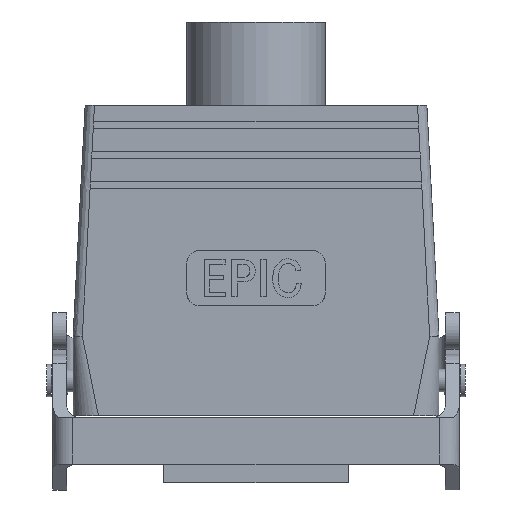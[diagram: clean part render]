
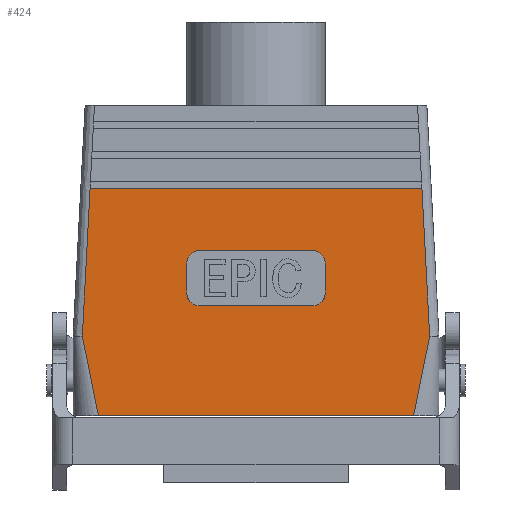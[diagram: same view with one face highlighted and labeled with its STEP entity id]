
A CAD part, left-side view. The second image highlights one B-rep face of the part: STEP entity #424.
In plain terms, the highlighted planar face has unit normal (-1, 0, -0.022).
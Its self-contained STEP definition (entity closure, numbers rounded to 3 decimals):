
#424 = ADVANCED_FACE( '', ( #936, #937 ), #938, .F. );
#936 = FACE_BOUND( '', #1693, .T. );
#937 = FACE_OUTER_BOUND( '', #1694, .T. );
#938 = PLANE( '', #1695 );
#1693 = EDGE_LOOP( '', ( #2996, #2997, #2998, #2999, #3000, #3001, #3002, #3003 ) );
#1694 = EDGE_LOOP( '', ( #3004, #3005, #3006, #3007, #3008, #3009 ) );
#1695 = AXIS2_PLACEMENT_3D( '', #3010, #3011, #3012 );
#2996 = ORIENTED_EDGE( '', *, *, #4231, .T. );
#2997 = ORIENTED_EDGE( '', *, *, #4288, .F. );
#2998 = ORIENTED_EDGE( '', *, *, #3956, .F. );
#2999 = ORIENTED_EDGE( '', *, *, #4136, .F. );
#3000 = ORIENTED_EDGE( '', *, *, #4289, .F. );
#3001 = ORIENTED_EDGE( '', *, *, #4290, .F. );
#3002 = ORIENTED_EDGE( '', *, *, #3894, .T. );
#3003 = ORIENTED_EDGE( '', *, *, #4208, .T. );
#3004 = ORIENTED_EDGE( '', *, *, #4157, .T. );
#3005 = ORIENTED_EDGE( '', *, *, #4123, .F. );
#3006 = ORIENTED_EDGE( '', *, *, #4196, .F. );
#3007 = ORIENTED_EDGE( '', *, *, #4291, .F. );
#3008 = ORIENTED_EDGE( '', *, *, #4292, .T. );
#3009 = ORIENTED_EDGE( '', *, *, #4293, .T. );
#3010 = CARTESIAN_POINT( '', ( -14.75, 39.5, 0. ) );
#3011 = DIRECTION( '', ( 1., 0., 0.022 ) );
#3012 = DIRECTION( '', ( 0.022, 0., -1. ) );
#3894 = EDGE_CURVE( '', #4570, #4571, #4572, .F. );
#3956 = EDGE_CURVE( '', #4684, #4685, #4686, .F. );
#4123 = EDGE_CURVE( '', #4955, #4948, #4957, .F. );
#4136 = EDGE_CURVE( '', #4975, #4684, #4976, .T. );
#4157 = EDGE_CURVE( '', #5005, #4948, #5006, .T. );
#4196 = EDGE_CURVE( '', #5065, #4955, #5067, .T. );
#4208 = EDGE_CURVE( '', #4571, #5081, #5082, .T. );
#4231 = EDGE_CURVE( '', #5081, #5112, #5113, .F. );
#4288 = EDGE_CURVE( '', #4685, #5112, #5189, .T. );
#4289 = EDGE_CURVE( '', #5190, #4975, #5191, .F. );
#4290 = EDGE_CURVE( '', #4570, #5190, #5192, .T. );
#4291 = EDGE_CURVE( '', #4650, #5065, #5193, .T. );
#4292 = EDGE_CURVE( '', #4650, #5194, #5195, .T. );
#4293 = EDGE_CURVE( '', #5194, #5005, #5196, .F. );
#4570 = VERTEX_POINT( '', #5585 );
#4571 = VERTEX_POINT( '', #5586 );
#4572 = ELLIPSE( '', #5587, 3.001, 3. );
#4650 = VERTEX_POINT( '', #5728 );
#4684 = VERTEX_POINT( '', #5818 );
#4685 = VERTEX_POINT( '', #5819 );
#4686 = ELLIPSE( '', #5820, 3.001, 3. );
#4948 = VERTEX_POINT( '', #6253 );
#4955 = VERTEX_POINT( '', #6285 );
#4957 = B_SPLINE_CURVE_WITH_KNOTS( '', 3, ( #6300, #6301, #6302, #6303 ), .UNSPECIFIED., .F., .F., ( 4, 4 ), ( 0.562, 0.84 ), .UNSPECIFIED. );
#4975 = VERTEX_POINT( '', #6326 );
#4976 = LINE( '', #6327, #6328 );
#5005 = VERTEX_POINT( '', #6363 );
#5006 = LINE( '', #6364, #6365 );
#5065 = VERTEX_POINT( '', #6497 );
#5067 = B_SPLINE_CURVE_WITH_KNOTS( '', 3, ( #6502, #6503, #6504, #6505 ), .UNSPECIFIED., .F., .F., ( 4, 4 ), ( 0.472, 0.599 ), .UNSPECIFIED. );
#5081 = VERTEX_POINT( '', #6529 );
#5082 = LINE( '', #6530, #6531 );
#5112 = VERTEX_POINT( '', #6599 );
#5113 = ELLIPSE( '', #6600, 3.001, 3. );
#5189 = LINE( '', #6729, #6730 );
#5190 = VERTEX_POINT( '', #6731 );
#5191 = ELLIPSE( '', #6732, 3.001, 3. );
#5192 = LINE( '', #6733, #6734 );
#5193 = LINE( '', #6735, #6736 );
#5194 = VERTEX_POINT( '', #6737 );
#5195 = B_SPLINE_CURVE_WITH_KNOTS( '', 3, ( #6738, #6739, #6740, #6741 ), .UNSPECIFIED., .F., .F., ( 4, 4 ), ( 0.472, 0.599 ), .UNSPECIFIED. );
#5196 = B_SPLINE_CURVE_WITH_KNOTS( '', 3, ( #6742, #6743, #6744, #6745 ), .UNSPECIFIED., .F., .F., ( 4, 4 ), ( 0.562, 0.84 ), .UNSPECIFIED. );
#5585 = CARTESIAN_POINT( '', ( -15.523, -12., 35.7 ) );
#5586 = CARTESIAN_POINT( '', ( -15.458, -15., 32.7 ) );
#5587 = AXIS2_PLACEMENT_3D( '', #7237, #7238, #7239 );
#5728 = CARTESIAN_POINT( '', ( -15.81, 35.828, 49. ) );
#5818 = CARTESIAN_POINT( '', ( -15.328, 15., 26.7 ) );
#5819 = CARTESIAN_POINT( '', ( -15.263, 12., 23.7 ) );
#5820 = AXIS2_PLACEMENT_3D( '', #7288, #7289, #7290 );
#6253 = CARTESIAN_POINT( '', ( -14.75, -34.024, 0. ) );
#6285 = CARTESIAN_POINT( '', ( -15.122, -37.496, 17.18 ) );
#6300 = CARTESIAN_POINT( '', ( -14.75, -34.024, 0. ) );
#6301 = CARTESIAN_POINT( '', ( -14.874, -35.181, 5.727 ) );
#6302 = CARTESIAN_POINT( '', ( -14.998, -36.339, 11.454 ) );
#6303 = CARTESIAN_POINT( '', ( -15.122, -37.496, 17.18 ) );
#6326 = CARTESIAN_POINT( '', ( -15.458, 15., 32.7 ) );
#6327 = CARTESIAN_POINT( '', ( -14.75, 15., 0. ) );
#6328 = VECTOR( '', #7459, 1000. );
#6363 = CARTESIAN_POINT( '', ( -14.75, 34.024, 0. ) );
#6364 = CARTESIAN_POINT( '', ( -14.75, 39.5, 0. ) );
#6365 = VECTOR( '', #7487, 1000. );
#6497 = CARTESIAN_POINT( '', ( -15.81, -35.828, 49. ) );
#6502 = CARTESIAN_POINT( '', ( -15.81, -35.828, 49. ) );
#6503 = CARTESIAN_POINT( '', ( -15.581, -36.384, 38.393 ) );
#6504 = CARTESIAN_POINT( '', ( -15.351, -36.94, 27.787 ) );
#6505 = CARTESIAN_POINT( '', ( -15.122, -37.496, 17.18 ) );
#6529 = CARTESIAN_POINT( '', ( -15.328, -15., 26.7 ) );
#6530 = CARTESIAN_POINT( '', ( -14.75, -15., 0. ) );
#6531 = VECTOR( '', #7537, 1000. );
#6599 = CARTESIAN_POINT( '', ( -15.263, -12., 23.7 ) );
#6600 = AXIS2_PLACEMENT_3D( '', #7553, #7554, #7555 );
#6729 = CARTESIAN_POINT( '', ( -15.263, 39.5, 23.7 ) );
#6730 = VECTOR( '', #7606, 1000. );
#6731 = CARTESIAN_POINT( '', ( -15.523, 12., 35.7 ) );
#6732 = AXIS2_PLACEMENT_3D( '', #7607, #7608, #7609 );
#6733 = CARTESIAN_POINT( '', ( -15.523, 39.5, 35.7 ) );
#6734 = VECTOR( '', #7610, 1000. );
#6735 = CARTESIAN_POINT( '', ( -15.81, 39.5, 49. ) );
#6736 = VECTOR( '', #7611, 1000. );
#6737 = CARTESIAN_POINT( '', ( -15.122, 37.496, 17.18 ) );
#6738 = CARTESIAN_POINT( '', ( -15.81, 35.828, 49. ) );
#6739 = CARTESIAN_POINT( '', ( -15.581, 36.384, 38.393 ) );
#6740 = CARTESIAN_POINT( '', ( -15.351, 36.94, 27.787 ) );
#6741 = CARTESIAN_POINT( '', ( -15.122, 37.496, 17.18 ) );
#6742 = CARTESIAN_POINT( '', ( -14.75, 34.024, 0. ) );
#6743 = CARTESIAN_POINT( '', ( -14.874, 35.181, 5.727 ) );
#6744 = CARTESIAN_POINT( '', ( -14.998, 36.339, 11.454 ) );
#6745 = CARTESIAN_POINT( '', ( -15.122, 37.496, 17.18 ) );
#7237 = CARTESIAN_POINT( '', ( -15.458, -12., 32.7 ) );
#7238 = DIRECTION( '', ( -1., 0., -0.022 ) );
#7239 = DIRECTION( '', ( 0.022, 0., -1. ) );
#7288 = CARTESIAN_POINT( '', ( -15.328, 12., 26.7 ) );
#7289 = DIRECTION( '', ( 1., 0., 0.022 ) );
#7290 = DIRECTION( '', ( 0.022, 0., -1. ) );
#7459 = DIRECTION( '', ( 0.022, 0., -1. ) );
#7487 = DIRECTION( '', ( 0., -1., 0. ) );
#7537 = DIRECTION( '', ( 0.022, 0., -1. ) );
#7553 = CARTESIAN_POINT( '', ( -15.328, -12., 26.7 ) );
#7554 = DIRECTION( '', ( -1., 0., -0.022 ) );
#7555 = DIRECTION( '', ( 0.022, 0., -1. ) );
#7606 = DIRECTION( '', ( 0., -1., 0. ) );
#7607 = CARTESIAN_POINT( '', ( -15.458, 12., 32.7 ) );
#7608 = DIRECTION( '', ( 1., 0., 0.022 ) );
#7609 = DIRECTION( '', ( 0.022, 0., -1. ) );
#7610 = DIRECTION( '', ( 0., 1., 0. ) );
#7611 = DIRECTION( '', ( 0., -1., 0. ) );
